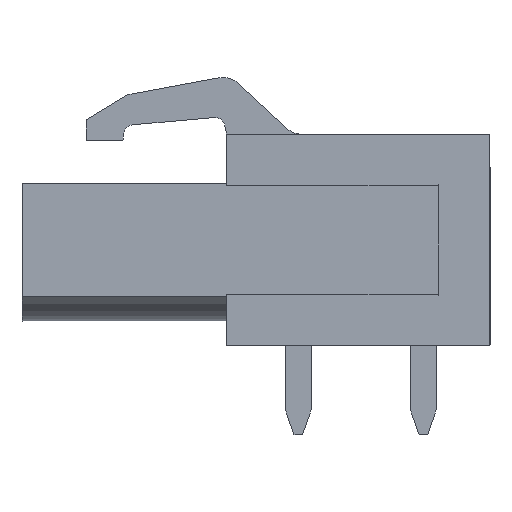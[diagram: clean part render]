
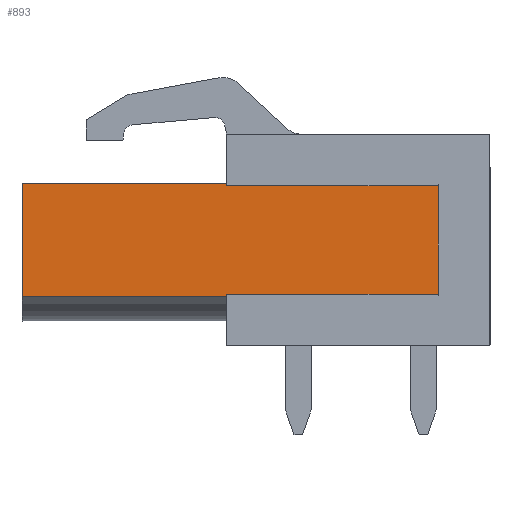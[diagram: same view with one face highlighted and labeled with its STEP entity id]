
A CAD part, front view. The second image highlights one B-rep face of the part: STEP entity #893.
In plain terms, the highlighted planar face has unit normal (0, -1, 0).
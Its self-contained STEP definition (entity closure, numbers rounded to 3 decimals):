
#893 = ADVANCED_FACE( '', ( #2113 ), #2114, .F. );
#2113 = FACE_OUTER_BOUND( '', #3941, .T. );
#2114 = PLANE( '', #3942 );
#3941 = EDGE_LOOP( '', ( #7187, #7188, #7189, #7190, #7191, #7192, #7193, #7194 ) );
#3942 = AXIS2_PLACEMENT_3D( '', #7195, #7196, #7197 );
#7187 = ORIENTED_EDGE( '', *, *, #11176, .F. );
#7188 = ORIENTED_EDGE( '', *, *, #11177, .T. );
#7189 = ORIENTED_EDGE( '', *, *, #11178, .F. );
#7190 = ORIENTED_EDGE( '', *, *, #10974, .F. );
#7191 = ORIENTED_EDGE( '', *, *, #11179, .T. );
#7192 = ORIENTED_EDGE( '', *, *, #10741, .T. );
#7193 = ORIENTED_EDGE( '', *, *, #11180, .F. );
#7194 = ORIENTED_EDGE( '', *, *, #11181, .T. );
#7195 = CARTESIAN_POINT( '', ( -1.2, 1., 4.3 ) );
#7196 = DIRECTION( '', ( 0., 1., 0. ) );
#7197 = DIRECTION( '', ( 0., 0., 1. ) );
#10741 = EDGE_CURVE( '', #12781, #12779, #12782, .T. );
#10974 = EDGE_CURVE( '', #13170, #13172, #13173, .T. );
#11176 = EDGE_CURVE( '', #13489, #13490, #13491, .T. );
#11177 = EDGE_CURVE( '', #13489, #13492, #13493, .T. );
#11178 = EDGE_CURVE( '', #13172, #13492, #13494, .T. );
#11179 = EDGE_CURVE( '', #13170, #12781, #13495, .T. );
#11180 = EDGE_CURVE( '', #13496, #12779, #13497, .T. );
#11181 = EDGE_CURVE( '', #13496, #13490, #13498, .T. );
#12779 = VERTEX_POINT( '', #15666 );
#12781 = VERTEX_POINT( '', #15669 );
#12782 = LINE( '', #15670, #15671 );
#13170 = VERTEX_POINT( '', #16229 );
#13172 = VERTEX_POINT( '', #16232 );
#13173 = LINE( '', #16233, #16234 );
#13489 = VERTEX_POINT( '', #16684 );
#13490 = VERTEX_POINT( '', #16685 );
#13491 = LINE( '', #16686, #16687 );
#13492 = VERTEX_POINT( '', #16688 );
#13493 = LINE( '', #16689, #16690 );
#13494 = LINE( '', #16691, #16692 );
#13495 = LINE( '', #16693, #16694 );
#13496 = VERTEX_POINT( '', #16695 );
#13497 = LINE( '', #16696, #16697 );
#13498 = LINE( '', #16698, #16699 );
#15666 = CARTESIAN_POINT( '', ( -1.2, 1., 2.3 ) );
#15669 = CARTESIAN_POINT( '', ( -1.2, 1., 2.65 ) );
#15670 = CARTESIAN_POINT( '', ( -1.2, 1., 2.65 ) );
#15671 = VECTOR( '', #18982, 1000. );
#16229 = CARTESIAN_POINT( '', ( 7.4, 1., 2.65 ) );
#16232 = CARTESIAN_POINT( '', ( 7.4, 1., -2.65 ) );
#16233 = CARTESIAN_POINT( '', ( 7.4, 1., 2.65 ) );
#16234 = VECTOR( '', #19211, 1000. );
#16684 = CARTESIAN_POINT( '', ( -1.2, 1., -2.3 ) );
#16685 = CARTESIAN_POINT( '', ( -9.5, 1., -2.3 ) );
#16686 = CARTESIAN_POINT( '', ( -1.2, 1., -2.3 ) );
#16687 = VECTOR( '', #19413, 1000. );
#16688 = CARTESIAN_POINT( '', ( -1.2, 1., -2.65 ) );
#16689 = CARTESIAN_POINT( '', ( -1.2, 1., 2.65 ) );
#16690 = VECTOR( '', #19414, 1000. );
#16691 = CARTESIAN_POINT( '', ( 7.4, 1., -2.65 ) );
#16692 = VECTOR( '', #19415, 1000. );
#16693 = CARTESIAN_POINT( '', ( 7.4, 1., 2.65 ) );
#16694 = VECTOR( '', #19416, 1000. );
#16695 = CARTESIAN_POINT( '', ( -9.5, 1., 2.3 ) );
#16696 = CARTESIAN_POINT( '', ( -1.2, 1., 2.3 ) );
#16697 = VECTOR( '', #19417, 1000. );
#16698 = CARTESIAN_POINT( '', ( -9.5, 1., 4.3 ) );
#16699 = VECTOR( '', #19418, 1000. );
#18982 = DIRECTION( '', ( 0., 0., -1. ) );
#19211 = DIRECTION( '', ( 0., 0., -1. ) );
#19413 = DIRECTION( '', ( -1., 0., 0. ) );
#19414 = DIRECTION( '', ( 0., 0., -1. ) );
#19415 = DIRECTION( '', ( -1., 0., 0. ) );
#19416 = DIRECTION( '', ( -1., 0., 0. ) );
#19417 = DIRECTION( '', ( 1., 0., 0. ) );
#19418 = DIRECTION( '', ( 0., 0., -1. ) );
